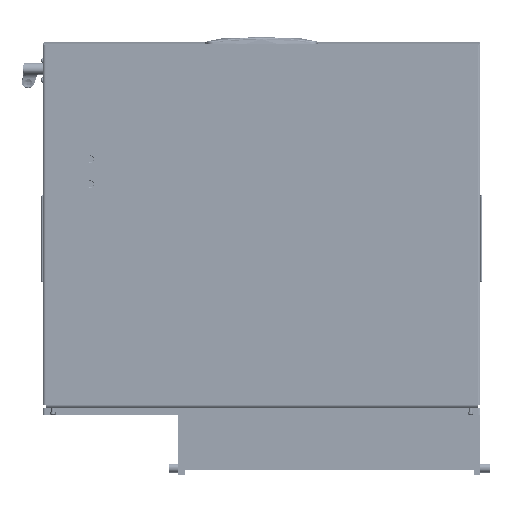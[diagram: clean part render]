
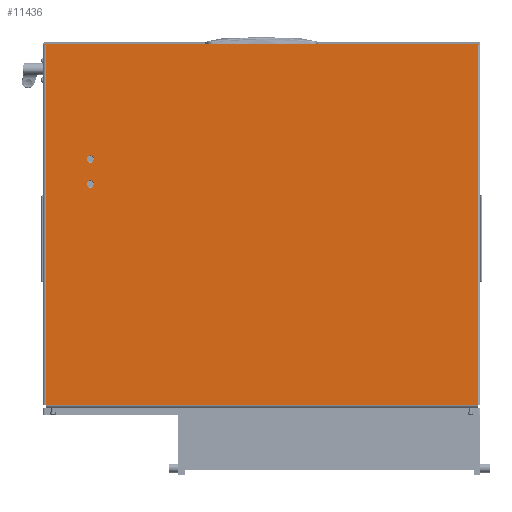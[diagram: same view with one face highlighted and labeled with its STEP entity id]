
A CAD part, front view. The second image highlights one B-rep face of the part: STEP entity #11436.
In plain terms, the highlighted face is planar.
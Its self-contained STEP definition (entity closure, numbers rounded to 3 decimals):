
#1448 = ORIENTED_EDGE ( 'NONE', *, *, #148199, .F. ) ;
#1623 = EDGE_CURVE ( 'NONE', #46606, #23300, #99857, .T. ) ;
#2244 = EDGE_CURVE ( 'NONE', #35077, #5123, #142387, .T. ) ;
#3853 = VECTOR ( 'NONE', #128138, 1000. ) ;
#4287 = ORIENTED_EDGE ( 'NONE', *, *, #35345, .T. ) ;
#4540 = VERTEX_POINT ( 'NONE', #126567 ) ;
#5123 = VERTEX_POINT ( 'NONE', #151318 ) ;
#7162 = AXIS2_PLACEMENT_3D ( 'NONE', #42529, #148070, #124454 ) ;
#7999 = DIRECTION ( 'NONE',  ( 0., 1., 0. ) ) ;
#11436 = ADVANCED_FACE ( 'NONE', ( #54981, #106202, #20316 ), #101360, .T. ) ;
#13766 = LINE ( 'NONE', #26372, #134764 ) ;
#15229 = CARTESIAN_POINT ( 'NONE',  ( 506., 0., 0. ) ) ;
#19016 = CARTESIAN_POINT ( 'NONE',  ( 0., 610., 0. ) ) ;
#20316 = FACE_OUTER_BOUND ( 'NONE', #33008, .T. ) ;
#21154 = EDGE_LOOP ( 'NONE', ( #1448, #93275 ) ) ;
#23300 = VERTEX_POINT ( 'NONE', #19016 ) ;
#24659 = CIRCLE ( 'NONE', #86039, 5.2 ) ;
#25786 = CARTESIAN_POINT ( 'NONE',  ( 165.2, 545., 0. ) ) ;
#26372 = CARTESIAN_POINT ( 'NONE',  ( 0., -4., 0. ) ) ;
#27579 = VERTEX_POINT ( 'NONE', #15229 ) ;
#28350 = ORIENTED_EDGE ( 'NONE', *, *, #1623, .T. ) ;
#29185 = EDGE_CURVE ( 'NONE', #146148, #23300, #103168, .T. ) ;
#31905 = LINE ( 'NONE', #57280, #72132 ) ;
#33008 = EDGE_LOOP ( 'NONE', ( #88965, #103434, #104409, #28350, #96027, #36472, #4287, #139751 ) ) ;
#33696 = DIRECTION ( 'NONE',  ( -1., 0., 0. ) ) ;
#34931 = LINE ( 'NONE', #81998, #3853 ) ;
#35077 = VERTEX_POINT ( 'NONE', #25786 ) ;
#35345 = EDGE_CURVE ( 'NONE', #94416, #27579, #127372, .T. ) ;
#36472 = ORIENTED_EDGE ( 'NONE', *, *, #147770, .F. ) ;
#37540 = VECTOR ( 'NONE', #77139, 1000. ) ;
#40637 = EDGE_CURVE ( 'NONE', #132362, #46606, #116750, .T. ) ;
#42230 = AXIS2_PLACEMENT_3D ( 'NONE', #124101, #53970, #135942 ) ;
#42529 = CARTESIAN_POINT ( 'NONE',  ( 0., 608., 0. ) ) ;
#45186 = CARTESIAN_POINT ( 'NONE',  ( 0., -2., 0. ) ) ;
#46606 = VERTEX_POINT ( 'NONE', #104951 ) ;
#47086 = EDGE_LOOP ( 'NONE', ( #92803, #73702 ) ) ;
#52683 = VECTOR ( 'NONE', #77777, 1000. ) ;
#53970 = DIRECTION ( 'NONE',  ( 0., 0., -1. ) ) ;
#54981 = FACE_BOUND ( 'NONE', #21154, .T. ) ;
#57280 = CARTESIAN_POINT ( 'NONE',  ( 0., 608., 0. ) ) ;
#61585 = DIRECTION ( 'NONE',  ( 0., -1., 0. ) ) ;
#62435 = CARTESIAN_POINT ( 'NONE',  ( 160., 545., 0. ) ) ;
#63917 = DIRECTION ( 'NONE',  ( -1., 0., 0. ) ) ;
#66462 = CIRCLE ( 'NONE', #72731, 5.2 ) ;
#69849 = DIRECTION ( 'NONE',  ( -1., 0., 0. ) ) ;
#70726 = CIRCLE ( 'NONE', #42230, 5.2 ) ;
#71350 = CARTESIAN_POINT ( 'NONE',  ( 0., -2., 0. ) ) ;
#72132 = VECTOR ( 'NONE', #33696, 1000. ) ;
#72731 = AXIS2_PLACEMENT_3D ( 'NONE', #62435, #136757, #130501 ) ;
#73702 = ORIENTED_EDGE ( 'NONE', *, *, #106666, .F. ) ;
#75210 = AXIS2_PLACEMENT_3D ( 'NONE', #110470, #76195, #63917 ) ;
#76195 = DIRECTION ( 'NONE',  ( 0., 0., -1. ) ) ;
#77139 = DIRECTION ( 'NONE',  ( 1., 0., 0. ) ) ;
#77777 = DIRECTION ( 'NONE',  ( 0., 1., 0. ) ) ;
#78603 = VERTEX_POINT ( 'NONE', #45186 ) ;
#81486 = VECTOR ( 'NONE', #61585, 1000. ) ;
#81998 = CARTESIAN_POINT ( 'NONE',  ( 0., 0., 0. ) ) ;
#83174 = DIRECTION ( 'NONE',  ( 0., 1., 0. ) ) ;
#85277 = LINE ( 'NONE', #71350, #129298 ) ;
#86039 = AXIS2_PLACEMENT_3D ( 'NONE', #137272, #147526, #101806 ) ;
#88965 = ORIENTED_EDGE ( 'NONE', *, *, #95791, .F. ) ;
#90298 = EDGE_CURVE ( 'NONE', #78603, #132362, #85277, .T. ) ;
#92502 = CARTESIAN_POINT ( 'NONE',  ( 506., 608., 0. ) ) ;
#92803 = ORIENTED_EDGE ( 'NONE', *, *, #128161, .F. ) ;
#93275 = ORIENTED_EDGE ( 'NONE', *, *, #2244, .F. ) ;
#93576 = EDGE_CURVE ( 'NONE', #4540, #27579, #34931, .T. ) ;
#94416 = VERTEX_POINT ( 'NONE', #110454 ) ;
#95791 = EDGE_CURVE ( 'NONE', #78603, #4540, #13766, .T. ) ;
#96027 = ORIENTED_EDGE ( 'NONE', *, *, #29185, .F. ) ;
#97280 = CARTESIAN_POINT ( 'NONE',  ( 189.8, 545., 0. ) ) ;
#99857 = LINE ( 'NONE', #112484, #37540 ) ;
#101360 = PLANE ( 'NONE',  #7162 ) ;
#101806 = DIRECTION ( 'NONE',  ( -1., 0., 0. ) ) ;
#103168 = LINE ( 'NONE', #148295, #119636 ) ;
#103434 = ORIENTED_EDGE ( 'NONE', *, *, #90298, .T. ) ;
#104409 = ORIENTED_EDGE ( 'NONE', *, *, #40637, .T. ) ;
#104951 = CARTESIAN_POINT ( 'NONE',  ( -2., 610., 0. ) ) ;
#105568 = CARTESIAN_POINT ( 'NONE',  ( 200.2, 545., 0. ) ) ;
#105878 = CARTESIAN_POINT ( 'NONE',  ( 0., 608., 0. ) ) ;
#106202 = FACE_BOUND ( 'NONE', #47086, .T. ) ;
#106666 = EDGE_CURVE ( 'NONE', #131163, #135871, #24659, .T. ) ;
#110454 = CARTESIAN_POINT ( 'NONE',  ( 506., 608., 0. ) ) ;
#110470 = CARTESIAN_POINT ( 'NONE',  ( 160., 545., 0. ) ) ;
#112484 = CARTESIAN_POINT ( 'NONE',  ( 0., 610., 0. ) ) ;
#112598 = CARTESIAN_POINT ( 'NONE',  ( -2., -4., 0. ) ) ;
#116750 = LINE ( 'NONE', #112598, #52683 ) ;
#119636 = VECTOR ( 'NONE', #7999, 1000. ) ;
#124101 = CARTESIAN_POINT ( 'NONE',  ( 195., 545., 0. ) ) ;
#124454 = DIRECTION ( 'NONE',  ( -1., 0., 0. ) ) ;
#126567 = CARTESIAN_POINT ( 'NONE',  ( 0., 0., 0. ) ) ;
#127372 = LINE ( 'NONE', #92502, #81486 ) ;
#128138 = DIRECTION ( 'NONE',  ( 1., 0., 0. ) ) ;
#128161 = EDGE_CURVE ( 'NONE', #135871, #131163, #70726, .T. ) ;
#129298 = VECTOR ( 'NONE', #69849, 1000. ) ;
#130501 = DIRECTION ( 'NONE',  ( -1., 0., 0. ) ) ;
#131163 = VERTEX_POINT ( 'NONE', #105568 ) ;
#132362 = VERTEX_POINT ( 'NONE', #143235 ) ;
#134764 = VECTOR ( 'NONE', #83174, 1000. ) ;
#135871 = VERTEX_POINT ( 'NONE', #97280 ) ;
#135942 = DIRECTION ( 'NONE',  ( -1., 0., 0. ) ) ;
#136757 = DIRECTION ( 'NONE',  ( 0., 0., -1. ) ) ;
#137272 = CARTESIAN_POINT ( 'NONE',  ( 195., 545., 0. ) ) ;
#139751 = ORIENTED_EDGE ( 'NONE', *, *, #93576, .F. ) ;
#142387 = CIRCLE ( 'NONE', #75210, 5.2 ) ;
#143235 = CARTESIAN_POINT ( 'NONE',  ( -2., -2., 0. ) ) ;
#146148 = VERTEX_POINT ( 'NONE', #105878 ) ;
#147526 = DIRECTION ( 'NONE',  ( 0., 0., -1. ) ) ;
#147770 = EDGE_CURVE ( 'NONE', #94416, #146148, #31905, .T. ) ;
#148070 = DIRECTION ( 'NONE',  ( 0., 0., -1. ) ) ;
#148199 = EDGE_CURVE ( 'NONE', #5123, #35077, #66462, .T. ) ;
#148295 = CARTESIAN_POINT ( 'NONE',  ( 0., -4., 0. ) ) ;
#151318 = CARTESIAN_POINT ( 'NONE',  ( 154.8, 545., 0. ) ) ;
